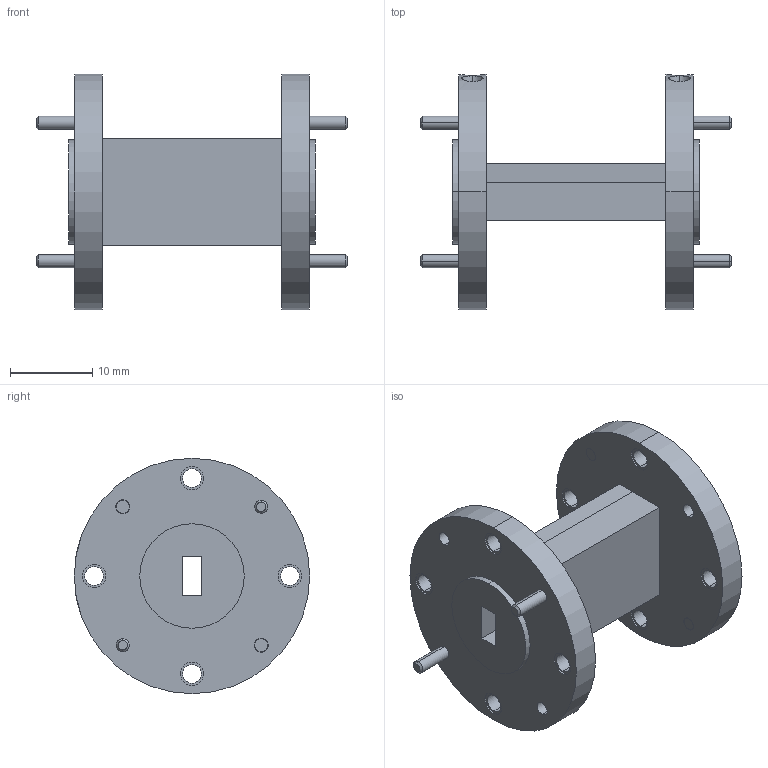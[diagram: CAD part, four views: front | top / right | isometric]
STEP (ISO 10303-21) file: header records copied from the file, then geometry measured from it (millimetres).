
FILE_DESCRIPTION (( 'STEP AP214' ), '1' );
FILE_NAME ('FMW19F001_3D.step', '2023-06-15T15:14:17', ( '' ), ( '' ), 'SwSTEP 2.0', 'SolidWorks 2022', '' );
FILE_SCHEMA (( 'AUTOMOTIVE_DESIGN' ));
Length unit declared in the file: inch
Products named in the file (1): FMW19F001_3D
Bounding box: 37.92 x 28.6 x 28.6 mm (x, y, z)
Volume: 5651.1 mm3; surface area: 5368.5 mm2
Topology: 1 solids, 1 shells, 436 faces, 1094 edges, 724 vertices
Faces by surface type: plane 204, cylinder 136, cone 80, bspline 16
Entity records: 18982 total; most frequent: CARTESIAN_POINT 8727, ORIENTED_EDGE 2188, DIRECTION 2032, EDGE_CURVE 1094, AXIS2_PLACEMENT_3D 805, VERTEX_POINT 724, EDGE_LOOP 526, FACE_OUTER_BOUND 436
